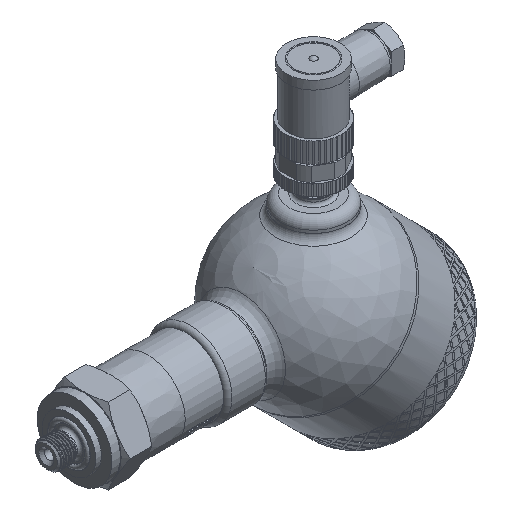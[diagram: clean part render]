
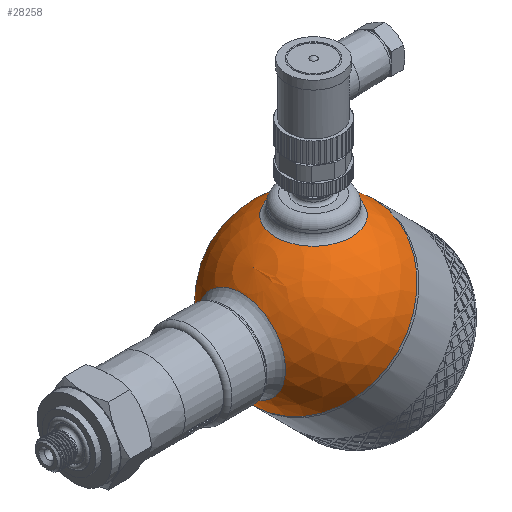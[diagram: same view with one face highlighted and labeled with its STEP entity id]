
A CAD part, isometric view. The second image highlights one B-rep face of the part: STEP entity #28258.
In plain terms, the highlighted spherical face has radius 30 mm.
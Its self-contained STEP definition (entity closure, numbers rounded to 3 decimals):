
#45=SPHERICAL_SURFACE('',#29998,30.);
#1077=FACE_BOUND('',#3790,.T.);
#1078=FACE_BOUND('',#3791,.T.);
#1983=FACE_OUTER_BOUND('',#3789,.T.);
#3789=EDGE_LOOP('',(#20148,#20149,#20150,#20151));
#3790=EDGE_LOOP('',(#20152));
#3791=EDGE_LOOP('',(#20153));
#5517=CIRCLE('',#29921,30.);
#5518=CIRCLE('',#29922,30.);
#5545=CIRCLE('',#29994,13.5);
#5548=CIRCLE('',#29999,30.);
#5549=CIRCLE('',#30000,15.643);
#10992=VERTEX_POINT('',#39628);
#10993=VERTEX_POINT('',#39630);
#11468=VERTEX_POINT('',#45692);
#11470=VERTEX_POINT('',#45699);
#11471=VERTEX_POINT('',#45701);
#14036=EDGE_CURVE('',#10992,#10993,#5517,.T.);
#14037=EDGE_CURVE('',#10993,#10992,#5518,.T.);
#14752=EDGE_CURVE('',#11468,#11468,#5545,.T.);
#14755=EDGE_CURVE('',#10993,#11470,#5548,.T.);
#14756=EDGE_CURVE('',#11471,#11471,#5549,.T.);
#20148=ORIENTED_EDGE('',*,*,#14037,.F.);
#20149=ORIENTED_EDGE('',*,*,#14755,.T.);
#20150=ORIENTED_EDGE('',*,*,#14755,.F.);
#20151=ORIENTED_EDGE('',*,*,#14036,.F.);
#20152=ORIENTED_EDGE('',*,*,#14756,.F.);
#20153=ORIENTED_EDGE('',*,*,#14752,.F.);
#28258=ADVANCED_FACE('',(#1983,#1077,#1078),#45,.T.);
#29921=AXIS2_PLACEMENT_3D('',#39631,#31791,#31792);
#29922=AXIS2_PLACEMENT_3D('',#39632,#31793,#31794);
#29994=AXIS2_PLACEMENT_3D('',#45693,#32189,#32190);
#29998=AXIS2_PLACEMENT_3D('',#45698,#32197,#32198);
#29999=AXIS2_PLACEMENT_3D('',#45700,#32199,#32200);
#30000=AXIS2_PLACEMENT_3D('',#45702,#32201,#32202);
#31791=DIRECTION('center_axis',(1.,0.,0.));
#31792=DIRECTION('ref_axis',(0.,1.,0.));
#31793=DIRECTION('center_axis',(1.,0.,0.));
#31794=DIRECTION('ref_axis',(0.,1.,0.));
#32189=DIRECTION('center_axis',(-0.707,0.,-0.707));
#32190=DIRECTION('ref_axis',(-0.707,0.,0.707));
#32197=DIRECTION('center_axis',(1.,0.,0.));
#32198=DIRECTION('ref_axis',(0.,-1.,0.));
#32199=DIRECTION('center_axis',(0.,0.,1.));
#32200=DIRECTION('ref_axis',(0.,1.,0.));
#32201=DIRECTION('center_axis',(-0.707,0.,0.707));
#32202=DIRECTION('ref_axis',(0.707,0.,0.707));
#39628=CARTESIAN_POINT('',(0.,-30.,0.));
#39630=CARTESIAN_POINT('',(0.,30.,0.));
#39631=CARTESIAN_POINT('Origin',(0.,0.,0.));
#39632=CARTESIAN_POINT('Origin',(0.,0.,0.));
#45692=CARTESIAN_POINT('',(-9.398,0.,-28.49));
#45693=CARTESIAN_POINT('Origin',(-18.944,0.,-18.944));
#45698=CARTESIAN_POINT('Origin',(0.,0.,0.));
#45699=CARTESIAN_POINT('',(-30.,0.,0.));
#45700=CARTESIAN_POINT('Origin',(0.,0.,0.));
#45701=CARTESIAN_POINT('',(-29.162,0.,7.04));
#45702=CARTESIAN_POINT('Origin',(-18.101,0.,18.101));
